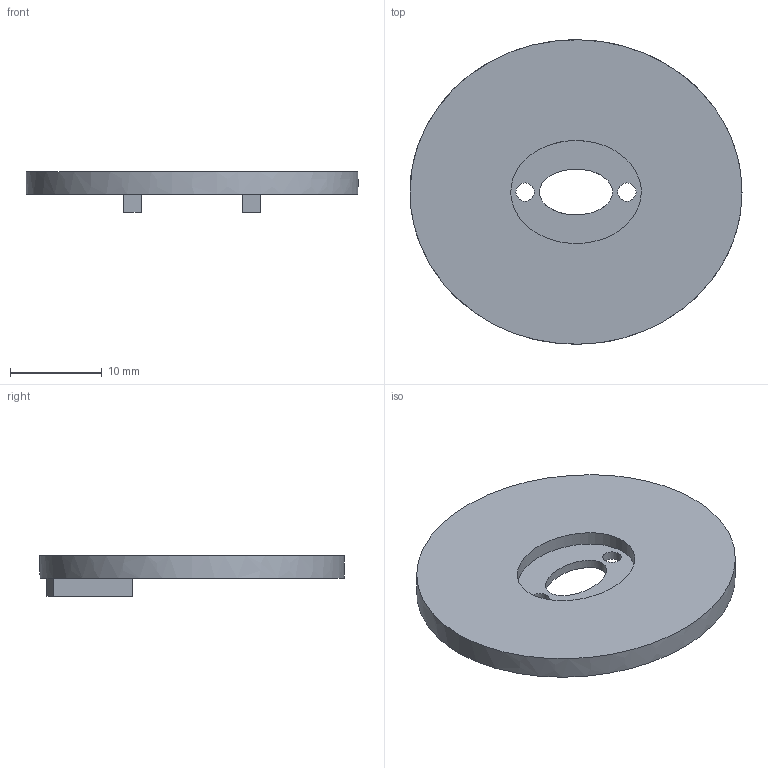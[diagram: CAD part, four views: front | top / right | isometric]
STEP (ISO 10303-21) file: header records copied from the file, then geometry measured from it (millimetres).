
FILE_DESCRIPTION(/* description */ (''),/* implementation_level */ '2;1');
FILE_NAME(/* name */ 'microdrive-holder-w-guide-rails.step',/* time_stamp */ '2024-03-05T14:41:46-06:00',/* author */ (''),/* organization */ (''),/* preprocessor_version */ 'ST-DEVELOPER v20',/* originating_system */ 'Autodesk Translation Framework v12.14.0.127',/* authorisation */ '');
FILE_SCHEMA (('AUTOMOTIVE_DESIGN { 1 0 10303 214 3 1 1 }'));
Length unit declared in the file: millimetre
Products named in the file (1): Microdrive holder
Bounding box: 36.25 x 33.25 x 4.47 mm (x, y, z)
Volume: 2189.5 mm3; surface area: 2270 mm2
Topology: 1 solids, 1 shells, 18 faces, 41 edges, 26 vertices
Faces by surface type: plane 11, bspline 5, cylinder 2
Full cylindrical faces by diameter (mm): 2 x2
Entity records: 715 total; most frequent: CARTESIAN_POINT 294, ORIENTED_EDGE 82, DIRECTION 66, EDGE_CURVE 41, VERTEX_POINT 26, EDGE_LOOP 25, LINE 22, VECTOR 22
